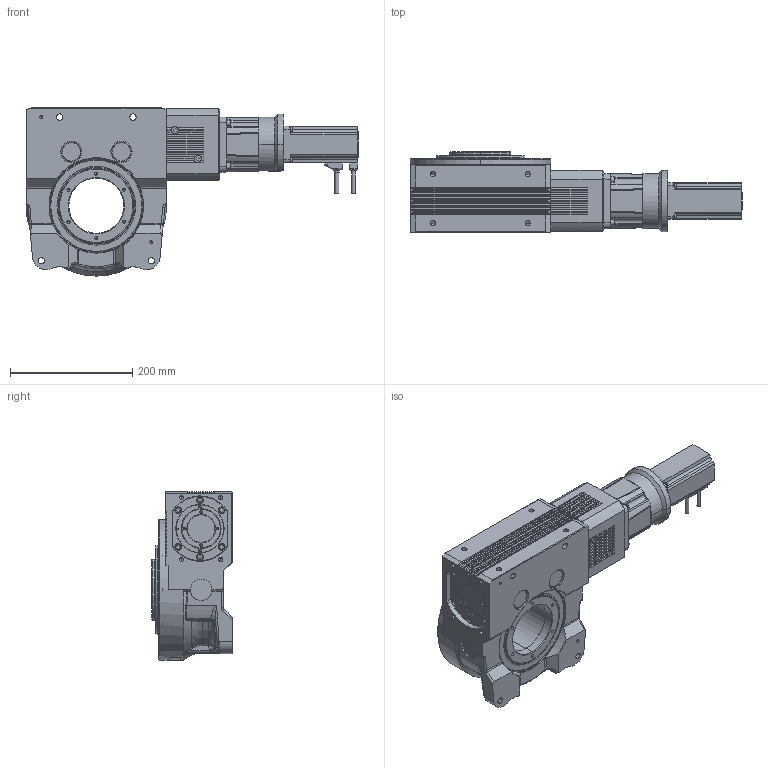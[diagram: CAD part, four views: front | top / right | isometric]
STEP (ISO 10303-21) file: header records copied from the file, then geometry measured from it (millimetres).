
FILE_DESCRIPTION (( 'STEP AP203' ), '1' );
FILE_NAME ('RGV109V4688.STEP', '2023-06-20T06:41:29', ( '' ), ( '' ), 'SwSTEP 2.0', 'SolidWorks 2021', '' );
FILE_SCHEMA (( 'CONFIG_CONTROL_DESIGN' ));
Length unit declared in the file: millimetre
Products named in the file (1): RGV109V4688
Bounding box: 543 x 132 x 275.05 mm (x, y, z)
Volume: 7544533.8 mm3; surface area: 436733.7 mm2
Topology: 1 solids, 1 shells, 1804 faces, 4567 edges, 2842 vertices
Faces by surface type: plane 862, cylinder 579, cone 188, bspline 149, torus 18, sphere 8
Entity records: 61480 total; most frequent: CARTESIAN_POINT 18931, ORIENTED_EDGE 8926, DIRECTION 8731, EDGE_CURVE 4463, AXIS2_PLACEMENT_3D 3066, VERTEX_POINT 2842, VECTOR 2599, LINE 2599
